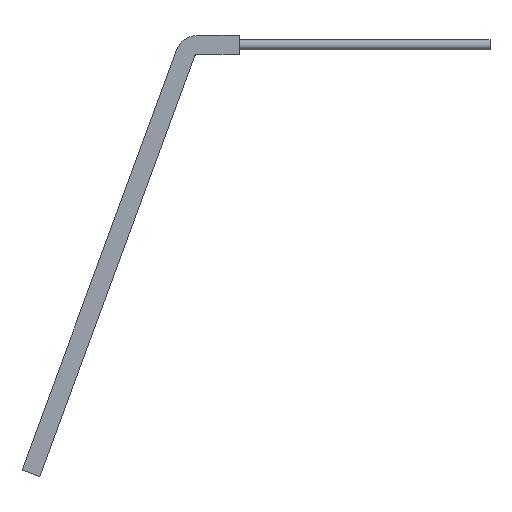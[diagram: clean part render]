
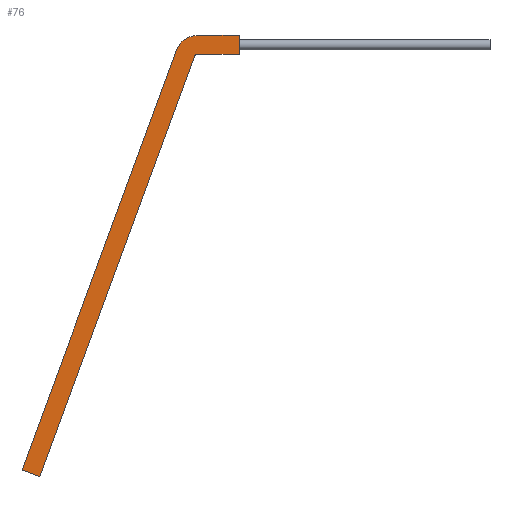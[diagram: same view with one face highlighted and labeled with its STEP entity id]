
A CAD part, front view. The second image highlights one B-rep face of the part: STEP entity #76.
In plain terms, the highlighted planar face has unit normal (0, -1, 0).
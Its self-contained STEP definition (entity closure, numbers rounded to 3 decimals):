
#76=ADVANCED_FACE('',(#216),#218,.F.);
#216=FACE_BOUND('',#217,.T.);
#217=EDGE_LOOP('',(#334,#335,#336,#337,#338,#339,#340,#341));
#218=PLANE('',#219);
#219=AXIS2_PLACEMENT_3D('',#220,#221,#222);
#220=CARTESIAN_POINT('',(0.,-342.,7.5));
#221=DIRECTION('',(0.,1.,0.));
#222=DIRECTION('',(0.,0.,-1.));
#334=ORIENTED_EDGE('',*,*,#405,.T.);
#335=ORIENTED_EDGE('',*,*,#406,.T.);
#336=ORIENTED_EDGE('',*,*,#407,.F.);
#337=ORIENTED_EDGE('',*,*,#408,.F.);
#338=ORIENTED_EDGE('',*,*,#394,.F.);
#339=ORIENTED_EDGE('',*,*,#393,.F.);
#340=ORIENTED_EDGE('',*,*,#404,.T.);
#341=ORIENTED_EDGE('',*,*,#409,.T.);
#393=EDGE_CURVE('',#467,#462,#469,.T.);
#394=EDGE_CURVE('',#462,#470,#471,.T.);
#404=EDGE_CURVE('',#467,#486,#488,.T.);
#405=EDGE_CURVE('',#489,#490,#491,.T.);
#406=EDGE_CURVE('',#490,#492,#493,.T.);
#407=EDGE_CURVE('',#494,#492,#495,.T.);
#408=EDGE_CURVE('',#470,#494,#496,.T.);
#409=EDGE_CURVE('',#486,#489,#497,.T.);
#462=VERTEX_POINT('',#614);
#467=VERTEX_POINT('',#623);
#469=LINE('',#627,#628);
#470=VERTEX_POINT('',#630);
#471=LINE('',#631,#632);
#486=VERTEX_POINT('',#666);
#488=LINE('',#670,#671);
#489=VERTEX_POINT('',#673);
#490=VERTEX_POINT('',#674);
#491=LINE('',#675,#676);
#492=VERTEX_POINT('',#678);
#493=LINE('',#679,#680);
#494=VERTEX_POINT('',#682);
#495=LINE('',#683,#684);
#496=CIRCLE('',#686,2.5);
#497=CIRCLE('',#690,17.5);
#614=CARTESIAN_POINT('',(0.,-342.,-7.5));
#623=CARTESIAN_POINT('',(0.,-342.,7.5));
#627=CARTESIAN_POINT('',(0.,-342.,7.5));
#628=VECTOR('',#629,1.);
#629=DIRECTION('',(0.,0.,-1.));
#630=CARTESIAN_POINT('',(-33.026,-342.,-7.5));
#631=CARTESIAN_POINT('',(0.,-342.,-7.5));
#632=VECTOR('',#633,1.);
#633=DIRECTION('',(-1.,0.,0.));
#666=CARTESIAN_POINT('',(-33.026,-342.,7.5));
#670=CARTESIAN_POINT('',(0.,-342.,7.5));
#671=VECTOR('',#672,1.);
#672=DIRECTION('',(-1.,0.,0.));
#673=CARTESIAN_POINT('',(-49.448,-342.,-3.953));
#674=CARTESIAN_POINT('',(-171.666,-342.,-335.854));
#675=CARTESIAN_POINT('',(-49.448,-342.,-3.953));
#676=VECTOR('',#677,1.);
#677=DIRECTION('',(-0.346,0.,-0.938));
#678=CARTESIAN_POINT('',(-157.59,-342.,-341.037));
#679=CARTESIAN_POINT('',(-171.666,-342.,-335.854));
#680=VECTOR('',#681,1.);
#681=DIRECTION('',(0.938,0.,-0.346));
#682=CARTESIAN_POINT('',(-35.372,-342.,-9.136));
#683=CARTESIAN_POINT('',(-35.372,-342.,-9.136));
#684=VECTOR('',#685,1.);
#685=DIRECTION('',(-0.346,0.,-0.938));
#686=AXIS2_PLACEMENT_3D('',#687,#688,#689);
#687=CARTESIAN_POINT('',(-33.026,-342.,-10.));
#688=DIRECTION('',(0.,-1.,0.));
#689=DIRECTION('',(0.,0.,1.));
#690=AXIS2_PLACEMENT_3D('',#691,#692,#693);
#691=CARTESIAN_POINT('',(-33.026,-342.,-10.));
#692=DIRECTION('',(0.,-1.,0.));
#693=DIRECTION('',(0.,0.,1.));
